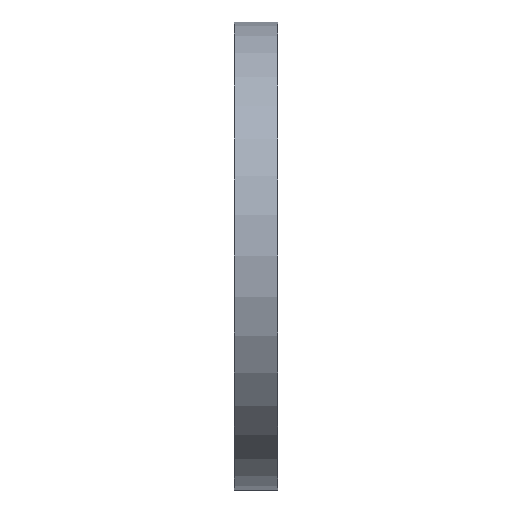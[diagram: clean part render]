
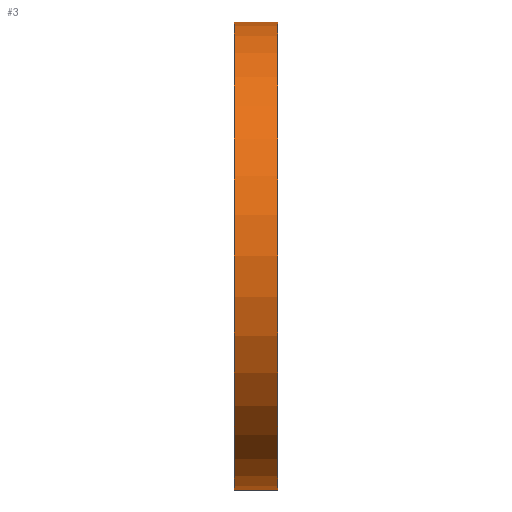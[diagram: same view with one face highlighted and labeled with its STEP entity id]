
A CAD part, left-side view. The second image highlights one B-rep face of the part: STEP entity #3.
In plain terms, the highlighted cylindrical face has radius 37.5 mm (diameter 75 mm), a partial arc.
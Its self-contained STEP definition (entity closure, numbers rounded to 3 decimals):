
#3 = ADVANCED_FACE ( 'NONE', ( #529 ), #573, .T. ) ;
#15 = VECTOR ( 'NONE', #669, 1000. ) ;
#38 = VERTEX_POINT ( 'NONE', #118 ) ;
#62 = CARTESIAN_POINT ( 'NONE',  ( 0., 0., 37.5 ) ) ;
#85 = LINE ( 'NONE', #227, #15 ) ;
#118 = CARTESIAN_POINT ( 'NONE',  ( 0., 7., 37.5 ) ) ;
#148 = AXIS2_PLACEMENT_3D ( 'NONE', #603, #449, #288 ) ;
#153 = CARTESIAN_POINT ( 'NONE',  ( 0., 7., 0. ) ) ;
#196 = EDGE_CURVE ( 'NONE', #555, #38, #362, .T. ) ;
#223 = DIRECTION ( 'NONE',  ( 0., 1., 0. ) ) ;
#227 = CARTESIAN_POINT ( 'NONE',  ( 0., 7., 37.5 ) ) ;
#234 = AXIS2_PLACEMENT_3D ( 'NONE', #286, #223, #663 ) ;
#243 = ORIENTED_EDGE ( 'NONE', *, *, #684, .T. ) ;
#283 = LINE ( 'NONE', #430, #682 ) ;
#286 = CARTESIAN_POINT ( 'NONE',  ( 0., 0., 0. ) ) ;
#288 = DIRECTION ( 'NONE',  ( 0., 0., 1. ) ) ;
#315 = EDGE_CURVE ( 'NONE', #38, #604, #85, .T. ) ;
#316 = DIRECTION ( 'NONE',  ( 0., -1., 0. ) ) ;
#361 = ORIENTED_EDGE ( 'NONE', *, *, #315, .F. ) ;
#362 = CIRCLE ( 'NONE', #148, 37.5 ) ;
#366 = VERTEX_POINT ( 'NONE', #671 ) ;
#386 = ORIENTED_EDGE ( 'NONE', *, *, #419, .T. ) ;
#415 = CIRCLE ( 'NONE', #234, 37.5 ) ;
#419 = EDGE_CURVE ( 'NONE', #555, #366, #283, .T. ) ;
#420 = DIRECTION ( 'NONE',  ( 0., -1., 0. ) ) ;
#423 = ORIENTED_EDGE ( 'NONE', *, *, #196, .F. ) ;
#430 = CARTESIAN_POINT ( 'NONE',  ( 0., 7., -37.5 ) ) ;
#440 = CARTESIAN_POINT ( 'NONE',  ( 0., 7., -37.5 ) ) ;
#449 = DIRECTION ( 'NONE',  ( 0., 1., 0. ) ) ;
#487 = DIRECTION ( 'NONE',  ( 0., 0., -1. ) ) ;
#529 = FACE_OUTER_BOUND ( 'NONE', #575, .T. ) ;
#555 = VERTEX_POINT ( 'NONE', #440 ) ;
#573 = CYLINDRICAL_SURFACE ( 'NONE', #614, 37.5 ) ;
#575 = EDGE_LOOP ( 'NONE', ( #361, #423, #386, #243 ) ) ;
#603 = CARTESIAN_POINT ( 'NONE',  ( 0., 7., 0. ) ) ;
#604 = VERTEX_POINT ( 'NONE', #62 ) ;
#614 = AXIS2_PLACEMENT_3D ( 'NONE', #153, #420, #487 ) ;
#663 = DIRECTION ( 'NONE',  ( 0., 0., 1. ) ) ;
#669 = DIRECTION ( 'NONE',  ( 0., -1., 0. ) ) ;
#671 = CARTESIAN_POINT ( 'NONE',  ( 0., 0., -37.5 ) ) ;
#682 = VECTOR ( 'NONE', #316, 1000. ) ;
#684 = EDGE_CURVE ( 'NONE', #366, #604, #415, .T. ) ;
